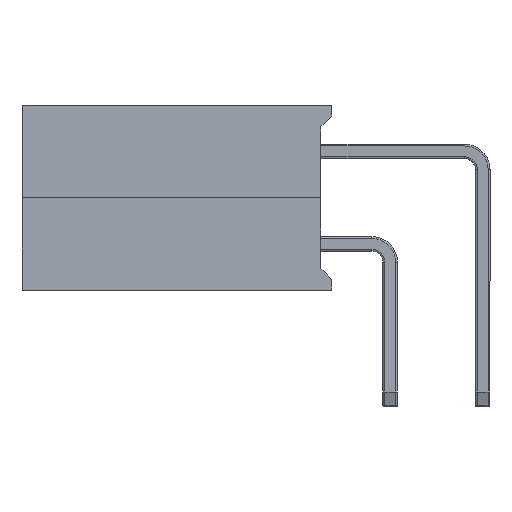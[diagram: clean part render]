
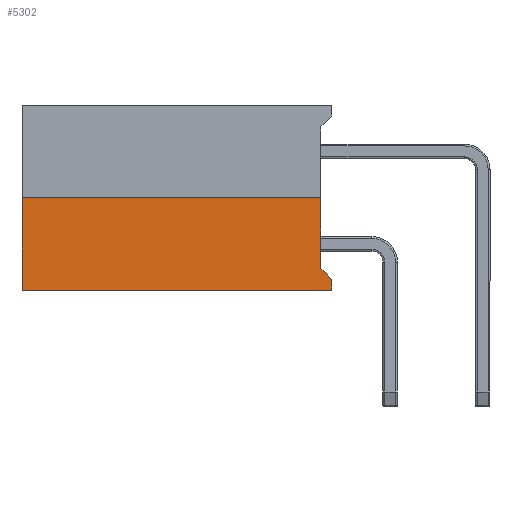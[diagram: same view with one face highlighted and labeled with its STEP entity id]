
A CAD part, left-side view. The second image highlights one B-rep face of the part: STEP entity #5302.
In plain terms, the highlighted planar face has unit normal (-1, 0, 0).
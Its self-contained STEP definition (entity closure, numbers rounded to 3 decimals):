
#267=PLANE('',#5881);
#518=FACE_OUTER_BOUND('',#845,.T.);
#845=EDGE_LOOP('',(#4023,#4024,#4025,#4026,#4027,#4028));
#1207=LINE('',#8863,#1591);
#1211=LINE('',#8870,#1595);
#1222=LINE('',#8894,#1606);
#1225=LINE('',#8900,#1609);
#1226=LINE('',#8902,#1610);
#1227=LINE('',#8903,#1611);
#1591=VECTOR('',#7124,10.);
#1595=VECTOR('',#7130,10.);
#1606=VECTOR('',#7153,10.);
#1609=VECTOR('',#7158,10.);
#1610=VECTOR('',#7159,10.);
#1611=VECTOR('',#7160,10.);
#2295=VERTEX_POINT('',#8860);
#2296=VERTEX_POINT('',#8862);
#2298=VERTEX_POINT('',#8868);
#2305=VERTEX_POINT('',#8893);
#2307=VERTEX_POINT('',#8899);
#2308=VERTEX_POINT('',#8901);
#2879=EDGE_CURVE('',#2295,#2296,#1207,.T.);
#2883=EDGE_CURVE('',#2295,#2298,#1211,.T.);
#2896=EDGE_CURVE('',#2305,#2296,#1222,.T.);
#2899=EDGE_CURVE('',#2298,#2307,#1225,.T.);
#2900=EDGE_CURVE('',#2308,#2307,#1226,.T.);
#2901=EDGE_CURVE('',#2305,#2308,#1227,.T.);
#4023=ORIENTED_EDGE('',*,*,#2883,.T.);
#4024=ORIENTED_EDGE('',*,*,#2899,.T.);
#4025=ORIENTED_EDGE('',*,*,#2900,.F.);
#4026=ORIENTED_EDGE('',*,*,#2901,.F.);
#4027=ORIENTED_EDGE('',*,*,#2896,.T.);
#4028=ORIENTED_EDGE('',*,*,#2879,.F.);
#5302=ADVANCED_FACE('',(#518),#267,.T.);
#5881=AXIS2_PLACEMENT_3D('',#8898,#7156,#7157);
#7124=DIRECTION('',(0.,-0.707,-0.707));
#7130=DIRECTION('',(0.,0.,1.));
#7153=DIRECTION('',(0.,0.,1.));
#7156=DIRECTION('center_axis',(-1.,0.,0.));
#7157=DIRECTION('ref_axis',(0.,0.,
1.));
#7158=DIRECTION('',(0.,1.,0.));
#7159=DIRECTION('',(0.,0.,1.));
#7160=DIRECTION('',(0.,1.,0.));
#8860=CARTESIAN_POINT('',(-1.27,1.9,0.6));
#8862=CARTESIAN_POINT('',(-1.27,1.6,0.3));
#8863=CARTESIAN_POINT('',(-1.27,1.6,0.3));
#8868=CARTESIAN_POINT('',(-1.27,1.9,2.54));
#8870=CARTESIAN_POINT('',(-1.27,1.9,0.635));
#8893=CARTESIAN_POINT('',(-1.27,1.6,0.));
#8894=CARTESIAN_POINT('',(-1.27,1.6,0.));
#8898=CARTESIAN_POINT('Origin',(-1.27,1.6,0.));
#8899=CARTESIAN_POINT('',(-1.27,10.1,2.54));
#8900=CARTESIAN_POINT('',(-1.27,1.6,2.54));
#8901=CARTESIAN_POINT('',(-1.27,10.1,0.));
#8902=CARTESIAN_POINT('',(-1.27,10.1,0.));
#8903=CARTESIAN_POINT('',(-1.27,1.6,0.));
